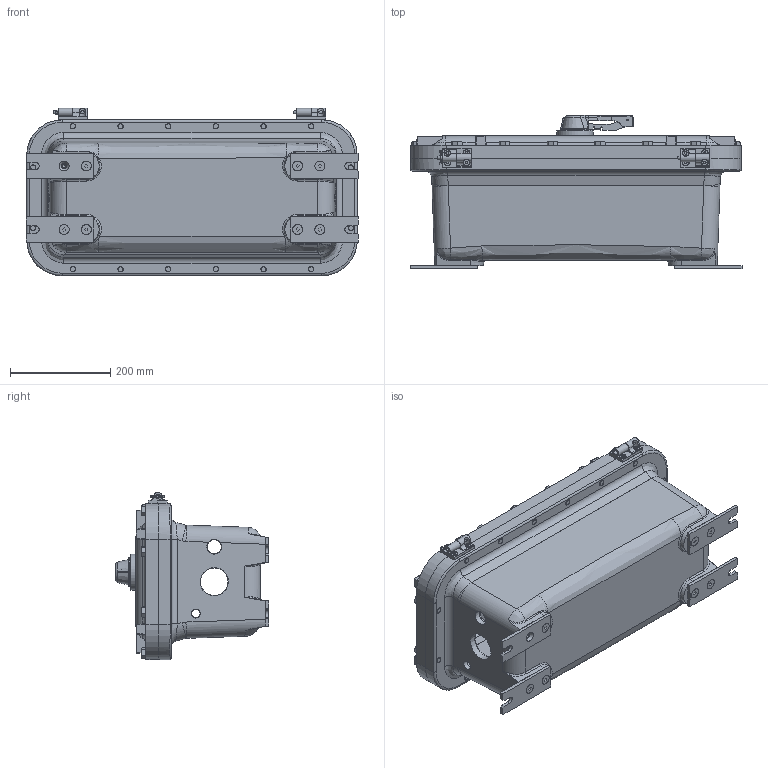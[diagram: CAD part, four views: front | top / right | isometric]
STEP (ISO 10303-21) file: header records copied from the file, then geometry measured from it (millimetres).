
FILE_DESCRIPTION(/* description */ ('B7CB SIZE 3'),/* implementation_level */ '2;1');
FILE_NAME(/* name */ 'B7CB.stp',/* time_stamp */ '2018-01-17T13:12:09+06:00',/* author */ ('avenkatesan'),/* organization */ (''),/* preprocessor_version */ 'ST-DEVELOPER v17',/* originating_system */ 'Autodesk Inventor 2018',/* authorisation */ '');
FILE_SCHEMA (('AUTOMOTIVE_DESIGN { 1 0 10303 214 3 1 1 }'));
Products named in the file (28): B7CB; 16419; 16420ACAM; 0720361B; Hinge 11B; 18094; 18147AABB; Hinge 11T; 18095; 18093; SAE J487a - 1/8 x 3/4    Extended Prong Square Cut Type; 0106275B; 16972AAAB; 17947 OFF; 17947 ON; EXH1A6; 0240150M 8195 Handle-2.; 17840AAAB locking pawl cbh-100; ANSI B18.8.2 - 1/8 x 5/8; 17623; 17863AAAM Lock Collar 260A; 17850AAAB; 17852AAAB Bushing Slide W-Detents 250A; 17859AAAB 250A Trip Plate; ASME B18.27.2 NA4 - 3/4; ANSI B18.8.2 - 5/32 x 1 1/4; 17857AAAB; 20859AAAB
Assembly tree (59 placements, depth 3):
  B7CB
    16419
    16420ACAM
    0720361B  x16
    Hinge 11B
      18094
      18093
    18147AABB  x8
    Hinge 11T
      18095
      18093
      SAE J487a - 1/8 x 3/4    Extended Prong Square Cut Type
    0106275B  x4
    16972AAAB  x7
    17947 OFF
    17947 ON
    EXH1A6
      0240150M 8195 Handle-2.
      17840AAAB locking pawl cbh-100
      ANSI B18.8.2 - 1/8 x 5/8
      17623
      17863AAAM Lock Collar 260A
      17850AAAB
      17852AAAB Bushing Slide W-Detents 250A
      17859AAAB 250A Trip Plate
      ASME B18.27.2 NA4 - 3/4
      ANSI B18.8.2 - 5/32 x 1 1/4
      17857AAAB
    20859AAAB
Bounding box: 663.45 x 307.49 x 334.11 mm (x, y, z)
Volume: 11920379.8 mm3; surface area: 1754671.2 mm2
Topology: 58 solids, 58 shells, 4046 faces, 10711 edges, 6890 vertices
Faces by surface type: plane 2392, cylinder 680, bspline 419, cone 415, torus 104, sphere 36
Full cylindrical faces by diameter (mm): 1.981 x2, 2.184 x4, 2.54 x4, 2.778 x4, 2.779 x1, 3.175 x2, 3.454 x1, 3.581 x4, 3.683 x3, 3.962 x5, 4.978 x4, 5.08 x1, 5.105 x2, 5.613 x4, 6.198 x8, 6.746 x8, 7.137 x3, 7.798 x8, 7.95 x2, 8.075 x2, 8.077 x4, 9.286 x7, 10.16 x2, 10.312 x8, 10.592 x16, 12.294 x16, 12.418 x8, 12.423 x16, 13.487 x16, 13.494 x4
Entity records: 86825 total; most frequent: CARTESIAN_POINT 31149, ORIENTED_EDGE 11686, DIRECTION 10578, EDGE_CURVE 5843, VERTEX_POINT 3797, AXIS2_PLACEMENT_3D 3767, LINE 3044, VECTOR 3044
